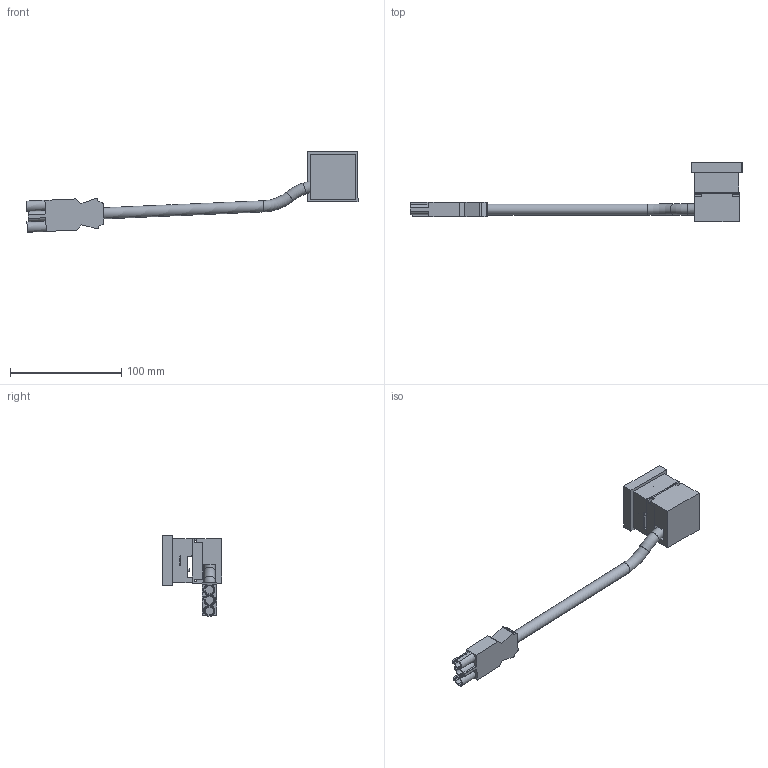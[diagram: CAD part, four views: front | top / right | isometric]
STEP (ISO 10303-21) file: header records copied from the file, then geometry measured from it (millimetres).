
FILE_DESCRIPTION (( 'STEP AP214' ), '1' );
FILE_NAME ('6120850.stp', '2021-11-03T14:54:16', ( '' ), ( '' ), 'SwSTEP 2.0', 'SolidWorks 2020', '' );
FILE_SCHEMA (( 'AUTOMOTIVE_DESIGN' ));
Length unit declared in the file: millimetre
Products named in the file (11): 077660_Standard; 044042_Standard; 099301_ohne T乴le, schr刧 ; 099342_0ø; 099300_Alternative; 044025_Standard; P_6108055_1_weiá; 6120850; 099342T1_0ø; 047860_Standard; 044050_Standard
Assembly tree (10 placements, depth 3):
  6120850
    077660_Standard
      044042_Standard
      044050_Standard
    047860_Standard
      044025_Standard
    099342_0ø
      P_6108055_1_weiá
      099342T1_0ø
    099300_Alternative
    099301_ohne T乴le, schr刧 
Bounding box: 297.97 x 53.05 x 72.28 mm (x, y, z)
Volume: 63173.8 mm3; surface area: 44855.7 mm2
Topology: 7 solids, 7 shells, 262 faces, 729 edges, 483 vertices
Faces by surface type: plane 197, cylinder 60, cone 2, torus 2, sphere 1
Full cylindrical faces by diameter (mm): 2.9 x1, 4.8 x1, 5 x2, 5.75 x4, 8 x1, 10 x2, 38.4 x1
Entity records: 8646 total; most frequent: CARTESIAN_POINT 1466, ORIENTED_EDGE 1416, DIRECTION 1390, EDGE_CURVE 708, LINE 582, VECTOR 582, VERTEX_POINT 480, AXIS2_PLACEMENT_3D 404
